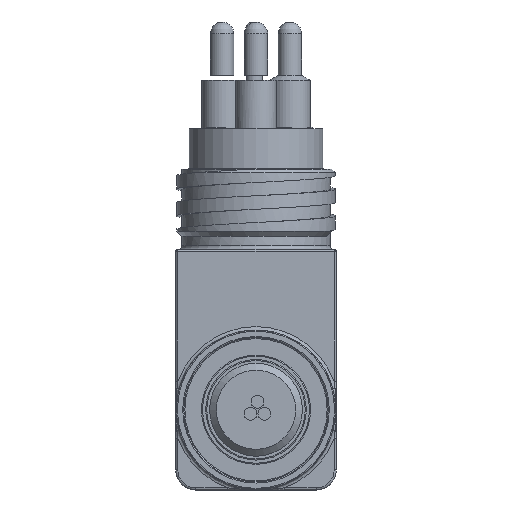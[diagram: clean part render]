
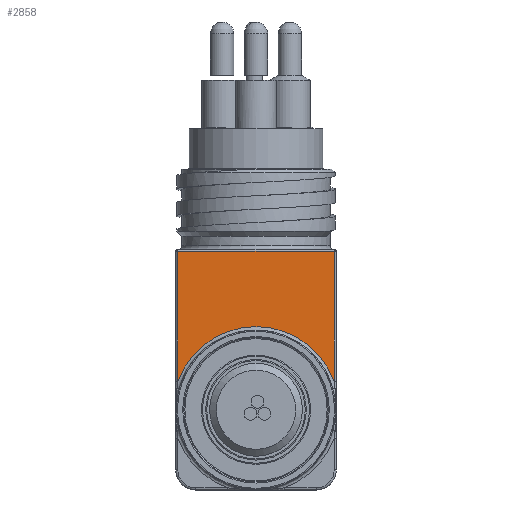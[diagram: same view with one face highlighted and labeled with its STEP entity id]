
A CAD part, front view. The second image highlights one B-rep face of the part: STEP entity #2858.
In plain terms, the highlighted planar face has unit normal (0, -1, 0).
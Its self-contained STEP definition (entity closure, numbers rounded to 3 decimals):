
#128=PLANE('',#3153);
#417=FACE_OUTER_BOUND('',#595,.T.);
#595=EDGE_LOOP('',(#2426,#2427,#2428,#2429));
#799=CIRCLE('',#3154,9.868);
#1042=LINE('',#6384,#1177);
#1043=LINE('',#6386,#1178);
#1044=LINE('',#6389,#1179);
#1177=VECTOR('',#3786,1000.);
#1178=VECTOR('',#3787,1000.);
#1179=VECTOR('',#3790,1000.);
#1423=VERTEX_POINT('',#6382);
#1424=VERTEX_POINT('',#6383);
#1425=VERTEX_POINT('',#6385);
#1426=VERTEX_POINT('',#6387);
#1780=EDGE_CURVE('',#1423,#1424,#1042,.T.);
#1781=EDGE_CURVE('',#1424,#1425,#1043,.T.);
#1782=EDGE_CURVE('',#1425,#1426,#799,.T.);
#1783=EDGE_CURVE('',#1426,#1423,#1044,.T.);
#2426=ORIENTED_EDGE('',*,*,#1780,.T.);
#2427=ORIENTED_EDGE('',*,*,#1781,.T.);
#2428=ORIENTED_EDGE('',*,*,#1782,.T.);
#2429=ORIENTED_EDGE('',*,*,#1783,.T.);
#2858=ADVANCED_FACE('',(#417),#128,.F.);
#3153=AXIS2_PLACEMENT_3D('',#6381,#3784,#3785);
#3154=AXIS2_PLACEMENT_3D('',#6388,#3788,#3789);
#3784=DIRECTION('center_axis',(0.,1.,0.));
#3785=DIRECTION('ref_axis',(1.,0.,0.));
#3786=DIRECTION('',(-1.,0.,0.));
#3787=DIRECTION('',(0.,0.,-1.));
#3788=DIRECTION('center_axis',(0.,1.,0.));
#3789=DIRECTION('ref_axis',(1.,0.,0.));
#3790=DIRECTION('',(0.,0.,1.));
#6381=CARTESIAN_POINT('Origin',(19.05,-19.05,-0.023));
#6382=CARTESIAN_POINT('',(18.796,-19.05,-9.802));
#6383=CARTESIAN_POINT('',(0.254,-19.05,-9.802));
#6384=CARTESIAN_POINT('',(0.,-19.05,-9.802));
#6385=CARTESIAN_POINT('',(0.254,-19.05,-25.218));
#6386=CARTESIAN_POINT('',(0.254,-19.05,-26.019));
#6387=CARTESIAN_POINT('',(18.796,-19.05,-25.218));
#6388=CARTESIAN_POINT('Origin',(9.525,-19.05,-28.598));
#6389=CARTESIAN_POINT('',(18.796,-19.05,-0.023));
